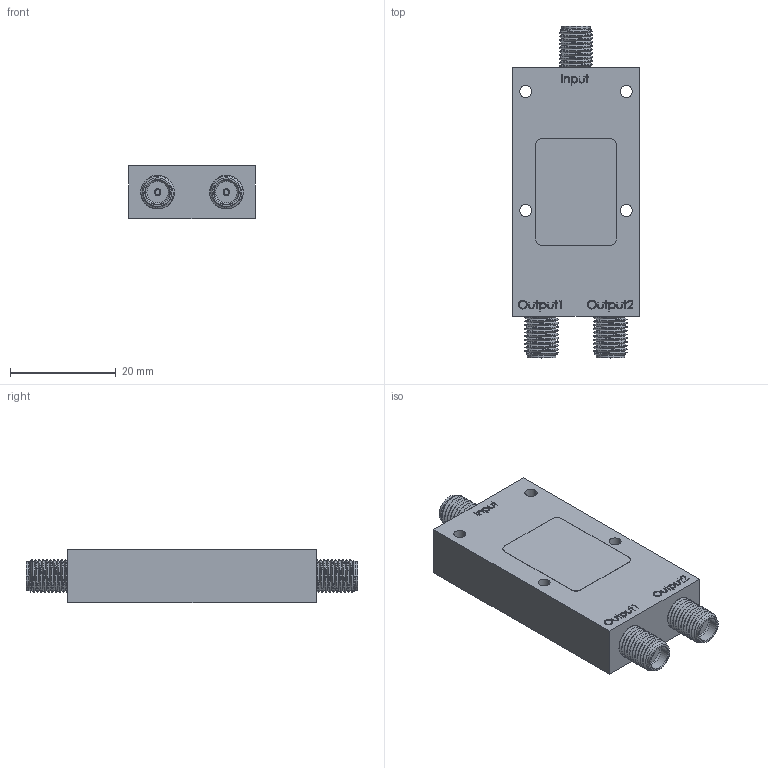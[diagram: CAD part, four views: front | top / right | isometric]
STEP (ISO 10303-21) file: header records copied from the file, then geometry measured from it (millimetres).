
FILE_DESCRIPTION (( 'STEP AP214' ), '1' );
FILE_NAME ('PE20DV1044-FMDV1044.step', '2020-05-18T18:48:17', ( '' ), ( '' ), 'SwSTEP 2.0', 'SolidWorks 2018', '' );
FILE_SCHEMA (( 'AUTOMOTIVE_DESIGN' ));
Length unit declared in the file: inch
Products named in the file (1): PE20DV1044-FMDV1044
Bounding box: 24 x 62.75 x 10.05 mm (x, y, z)
Volume: 11660.9 mm3; surface area: 4779.5 mm2
Topology: 1 solids, 1 shells, 384 faces, 1017 edges, 672 vertices
Faces by surface type: plane 176, cylinder 96, bspline 91, cone 21
Entity records: 21078 total; most frequent: CARTESIAN_POINT 12437, ORIENTED_EDGE 2034, DIRECTION 1375, EDGE_CURVE 1017, VERTEX_POINT 672, LINE 607, VECTOR 607, EDGE_LOOP 429
